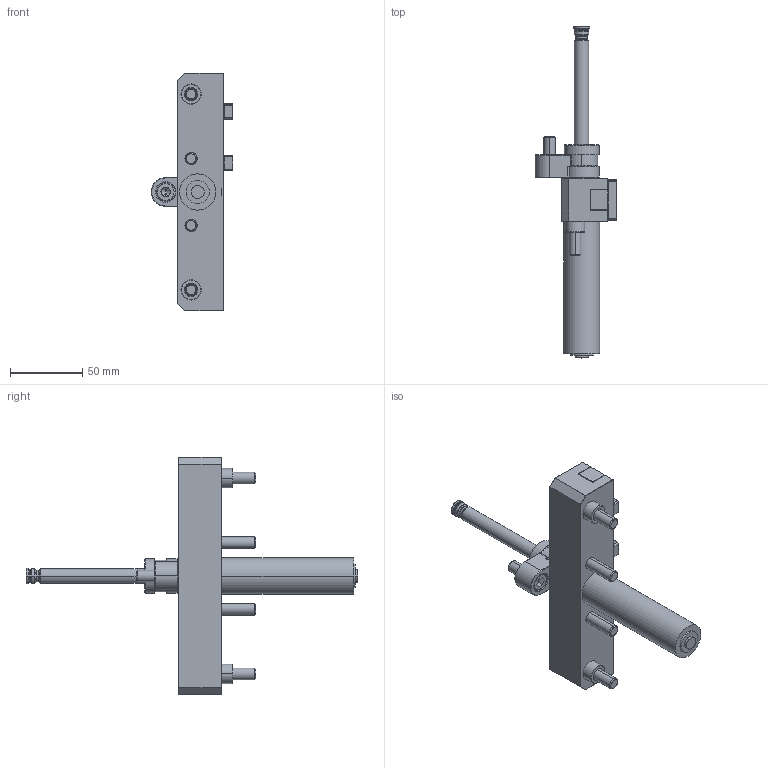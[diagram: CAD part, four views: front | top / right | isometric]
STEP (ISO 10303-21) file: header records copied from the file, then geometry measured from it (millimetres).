
FILE_DESCRIPTION (( 'STEP AP214' ), '1' );
FILE_NAME ('LS20075L.STEP', '2024-09-04T09:06:59', ( '' ), ( '' ), 'SwSTEP 2.0', 'SolidWorks 2021', '' );
FILE_SCHEMA (( 'AUTOMOTIVE_DESIGN' ));
Length unit declared in the file: millimetre
Products named in the file (10): LS20075L; 9LS20050L-A1; 9LS20050L-C2; 1DIN912845_DIN 912 M8 x 45 --- 45C; 1DIN912820_DIN 912 M8 x 20 --- 20C; ZBS025; 9LS20075L-B1; 9LS20075L-BC; 9LS20075L-C1; 9LS20050L-A2
Assembly tree (14 placements, depth 2):
  LS20075L
    9LS20075L-BC
    9LS20075L-B1
    9LS20075L-C1
    9LS20050L-C2  x2
    9LS20050L-A1
    9LS20050L-A2
    ZBS025  x2
    1DIN912845_DIN 912 M8 x 45 --- 45C  x4
    1DIN912820_DIN 912 M8 x 20 --- 20C
Bounding box: 56.2 x 229 x 164 mm (x, y, z)
Volume: 213791.7 mm3; surface area: 86803.2 mm2
Topology: 16 solids, 17 shells, 887 faces, 2005 edges, 1122 vertices
Faces by surface type: plane 297, cylinder 274, cone 99, torus 98, sphere 74, bspline 45
Entity records: 23776 total; most frequent: CARTESIAN_POINT 5966, DIRECTION 3522, ORIENTED_EDGE 3162, EDGE_CURVE 1581, AXIS2_PLACEMENT_3D 1361, VERTEX_POINT 929, VECTOR 800, LINE 800
